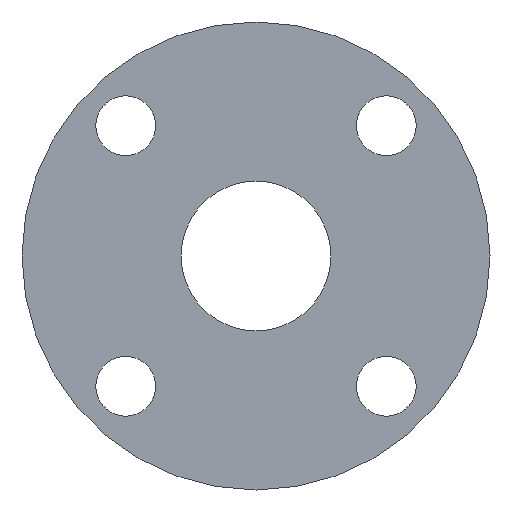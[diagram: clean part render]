
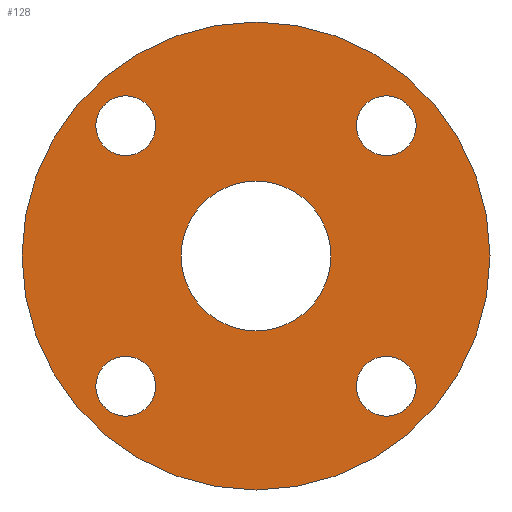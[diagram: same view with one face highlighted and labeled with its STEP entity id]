
A CAD part, left-side view. The second image highlights one B-rep face of the part: STEP entity #128.
In plain terms, the highlighted planar face has unit normal (-1, 0, 0).
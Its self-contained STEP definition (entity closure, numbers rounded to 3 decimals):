
#1 = DIRECTION ( 'NONE',  ( 1., 0., 0. ) ) ;
#2 = DIRECTION ( 'NONE',  ( 0., 0., -1. ) ) ;
#9 = CARTESIAN_POINT ( 'NONE',  ( -1.5, -34.79, 42.79 ) ) ;
#11 = EDGE_LOOP ( 'NONE', ( #16, #143 ) ) ;
#16 = ORIENTED_EDGE ( 'NONE', *, *, #514, .T. ) ;
#18 = EDGE_LOOP ( 'NONE', ( #188, #60 ) ) ;
#21 = VERTEX_POINT ( 'NONE', #240 ) ;
#23 = VERTEX_POINT ( 'NONE', #371 ) ;
#24 = VERTEX_POINT ( 'NONE', #108 ) ;
#45 = DIRECTION ( 'NONE',  ( 0., 0., -1. ) ) ;
#51 = DIRECTION ( 'NONE',  ( 1., 0., 0. ) ) ;
#52 = EDGE_CURVE ( 'NONE', #509, #521, #376, .T. ) ;
#55 = CARTESIAN_POINT ( 'NONE',  ( -1.5, 34.79, 26.79 ) ) ;
#56 = DIRECTION ( 'NONE',  ( 1., 0., 0. ) ) ;
#57 = CARTESIAN_POINT ( 'NONE',  ( -1.5, -34.79, 34.79 ) ) ;
#60 = ORIENTED_EDGE ( 'NONE', *, *, #381, .T. ) ;
#74 = ORIENTED_EDGE ( 'NONE', *, *, #183, .F. ) ;
#77 = DIRECTION ( 'NONE',  ( 0., 0., -1. ) ) ;
#83 = CIRCLE ( 'NONE', #504, 8. ) ;
#84 = PLANE ( 'NONE',  #95 ) ;
#87 = FACE_BOUND ( 'NONE', #293, .T. ) ;
#91 = CARTESIAN_POINT ( 'NONE',  ( -1.5, -34.79, -26.79 ) ) ;
#93 = EDGE_CURVE ( 'NONE', #435, #197, #386, .T. ) ;
#95 = AXIS2_PLACEMENT_3D ( 'NONE', #161, #166, #502 ) ;
#96 = CARTESIAN_POINT ( 'NONE',  ( -1.5, 0., 0. ) ) ;
#99 = EDGE_CURVE ( 'NONE', #344, #440, #83, .T. ) ;
#101 = ORIENTED_EDGE ( 'NONE', *, *, #52, .T. ) ;
#108 = CARTESIAN_POINT ( 'NONE',  ( -1.5, 34.79, 42.79 ) ) ;
#116 = CARTESIAN_POINT ( 'NONE',  ( -1.5, 0., 0. ) ) ;
#119 = DIRECTION ( 'NONE',  ( 1., 0., 0. ) ) ;
#127 = DIRECTION ( 'NONE',  ( 0., 0., -1. ) ) ;
#128 = ADVANCED_FACE ( 'NONE', ( #87, #379, #296, #336, #302, #209 ), #84, .F. ) ;
#130 = CARTESIAN_POINT ( 'NONE',  ( -1.5, 34.79, 34.79 ) ) ;
#133 = CARTESIAN_POINT ( 'NONE',  ( -1.5, 0., -62.5 ) ) ;
#135 = EDGE_LOOP ( 'NONE', ( #150, #313 ) ) ;
#137 = AXIS2_PLACEMENT_3D ( 'NONE', #57, #51, #472 ) ;
#139 = EDGE_LOOP ( 'NONE', ( #191, #443 ) ) ;
#143 = ORIENTED_EDGE ( 'NONE', *, *, #539, .T. ) ;
#148 = AXIS2_PLACEMENT_3D ( 'NONE', #130, #309, #306 ) ;
#150 = ORIENTED_EDGE ( 'NONE', *, *, #165, .T. ) ;
#157 = CIRCLE ( 'NONE', #482, 62.5 ) ;
#161 = CARTESIAN_POINT ( 'NONE',  ( -1.5, 0., 0. ) ) ;
#162 = DIRECTION ( 'NONE',  ( 1., 0., 0. ) ) ;
#165 = EDGE_CURVE ( 'NONE', #185, #24, #248, .T. ) ;
#166 = DIRECTION ( 'NONE',  ( 1., 0., 0. ) ) ;
#167 = AXIS2_PLACEMENT_3D ( 'NONE', #262, #515, #396 ) ;
#173 = AXIS2_PLACEMENT_3D ( 'NONE', #244, #419, #127 ) ;
#179 = CARTESIAN_POINT ( 'NONE',  ( -1.5, 0., 20. ) ) ;
#183 = EDGE_CURVE ( 'NONE', #197, #435, #157, .T. ) ;
#185 = VERTEX_POINT ( 'NONE', #55 ) ;
#188 = ORIENTED_EDGE ( 'NONE', *, *, #343, .T. ) ;
#191 = ORIENTED_EDGE ( 'NONE', *, *, #265, .T. ) ;
#197 = VERTEX_POINT ( 'NONE', #133 ) ;
#209 = FACE_OUTER_BOUND ( 'NONE', #520, .T. ) ;
#217 = DIRECTION ( 'NONE',  ( 0., 0., -1. ) ) ;
#229 = DIRECTION ( 'NONE',  ( 0., 0., -1. ) ) ;
#234 = ORIENTED_EDGE ( 'NONE', *, *, #93, .F. ) ;
#240 = CARTESIAN_POINT ( 'NONE',  ( -1.5, 34.79, -26.79 ) ) ;
#244 = CARTESIAN_POINT ( 'NONE',  ( -1.5, 34.79, -34.79 ) ) ;
#248 = CIRCLE ( 'NONE', #460, 8. ) ;
#255 = CARTESIAN_POINT ( 'NONE',  ( -1.5, 0., 62.5 ) ) ;
#256 = DIRECTION ( 'NONE',  ( 0., 0., -1. ) ) ;
#258 = EDGE_CURVE ( 'NONE', #521, #509, #536, .T. ) ;
#261 = AXIS2_PLACEMENT_3D ( 'NONE', #96, #56, #229 ) ;
#262 = CARTESIAN_POINT ( 'NONE',  ( -1.5, -34.79, -34.79 ) ) ;
#265 = EDGE_CURVE ( 'NONE', #440, #344, #473, .T. ) ;
#266 = CIRCLE ( 'NONE', #148, 8. ) ;
#277 = CIRCLE ( 'NONE', #173, 8. ) ;
#289 = CARTESIAN_POINT ( 'NONE',  ( -1.5, 34.79, 34.79 ) ) ;
#292 = DIRECTION ( 'NONE',  ( 1., 0., 0. ) ) ;
#293 = EDGE_LOOP ( 'NONE', ( #101, #447 ) ) ;
#296 = FACE_BOUND ( 'NONE', #18, .T. ) ;
#302 = FACE_BOUND ( 'NONE', #135, .T. ) ;
#305 = AXIS2_PLACEMENT_3D ( 'NONE', #412, #162, #2 ) ;
#306 = DIRECTION ( 'NONE',  ( 0., 0., -1. ) ) ;
#309 = DIRECTION ( 'NONE',  ( 1., 0., 0. ) ) ;
#313 = ORIENTED_EDGE ( 'NONE', *, *, #501, .T. ) ;
#314 = DIRECTION ( 'NONE',  ( 1., 0., 0. ) ) ;
#322 = CIRCLE ( 'NONE', #305, 8. ) ;
#329 = VERTEX_POINT ( 'NONE', #391 ) ;
#331 = CIRCLE ( 'NONE', #468, 20. ) ;
#332 = DIRECTION ( 'NONE',  ( 1., 0., 0. ) ) ;
#336 = FACE_BOUND ( 'NONE', #11, .T. ) ;
#342 = DIRECTION ( 'NONE',  ( 1., 0., 0. ) ) ;
#343 = EDGE_CURVE ( 'NONE', #23, #21, #277, .T. ) ;
#344 = VERTEX_POINT ( 'NONE', #91 ) ;
#356 = AXIS2_PLACEMENT_3D ( 'NONE', #541, #1, #452 ) ;
#371 = CARTESIAN_POINT ( 'NONE',  ( -1.5, 34.79, -42.79 ) ) ;
#376 = CIRCLE ( 'NONE', #356, 8. ) ;
#378 = CARTESIAN_POINT ( 'NONE',  ( -1.5, 0., 0. ) ) ;
#379 = FACE_BOUND ( 'NONE', #139, .T. ) ;
#381 = EDGE_CURVE ( 'NONE', #21, #23, #322, .T. ) ;
#386 = CIRCLE ( 'NONE', #428, 62.5 ) ;
#391 = CARTESIAN_POINT ( 'NONE',  ( -1.5, 0., -20. ) ) ;
#396 = DIRECTION ( 'NONE',  ( 0., 0., -1. ) ) ;
#412 = CARTESIAN_POINT ( 'NONE',  ( -1.5, 34.79, -34.79 ) ) ;
#418 = CARTESIAN_POINT ( 'NONE',  ( -1.5, -34.79, -34.79 ) ) ;
#419 = DIRECTION ( 'NONE',  ( 1., 0., 0. ) ) ;
#428 = AXIS2_PLACEMENT_3D ( 'NONE', #378, #119, #77 ) ;
#434 = DIRECTION ( 'NONE',  ( 0., 0., -1. ) ) ;
#435 = VERTEX_POINT ( 'NONE', #255 ) ;
#440 = VERTEX_POINT ( 'NONE', #537 ) ;
#443 = ORIENTED_EDGE ( 'NONE', *, *, #99, .T. ) ;
#447 = ORIENTED_EDGE ( 'NONE', *, *, #258, .T. ) ;
#452 = DIRECTION ( 'NONE',  ( 0., 0., -1. ) ) ;
#460 = AXIS2_PLACEMENT_3D ( 'NONE', #289, #332, #256 ) ;
#468 = AXIS2_PLACEMENT_3D ( 'NONE', #517, #314, #434 ) ;
#472 = DIRECTION ( 'NONE',  ( 0., 0., -1. ) ) ;
#473 = CIRCLE ( 'NONE', #167, 8. ) ;
#482 = AXIS2_PLACEMENT_3D ( 'NONE', #116, #292, #217 ) ;
#501 = EDGE_CURVE ( 'NONE', #24, #185, #266, .T. ) ;
#502 = DIRECTION ( 'NONE',  ( 0., 0., -1. ) ) ;
#504 = AXIS2_PLACEMENT_3D ( 'NONE', #418, #342, #45 ) ;
#505 = CIRCLE ( 'NONE', #261, 20. ) ;
#509 = VERTEX_POINT ( 'NONE', #512 ) ;
#512 = CARTESIAN_POINT ( 'NONE',  ( -1.5, -34.79, 26.79 ) ) ;
#514 = EDGE_CURVE ( 'NONE', #329, #534, #505, .T. ) ;
#515 = DIRECTION ( 'NONE',  ( 1., 0., 0. ) ) ;
#517 = CARTESIAN_POINT ( 'NONE',  ( -1.5, 0., 0. ) ) ;
#520 = EDGE_LOOP ( 'NONE', ( #74, #234 ) ) ;
#521 = VERTEX_POINT ( 'NONE', #9 ) ;
#534 = VERTEX_POINT ( 'NONE', #179 ) ;
#536 = CIRCLE ( 'NONE', #137, 8. ) ;
#537 = CARTESIAN_POINT ( 'NONE',  ( -1.5, -34.79, -42.79 ) ) ;
#539 = EDGE_CURVE ( 'NONE', #534, #329, #331, .T. ) ;
#541 = CARTESIAN_POINT ( 'NONE',  ( -1.5, -34.79, 34.79 ) ) ;
